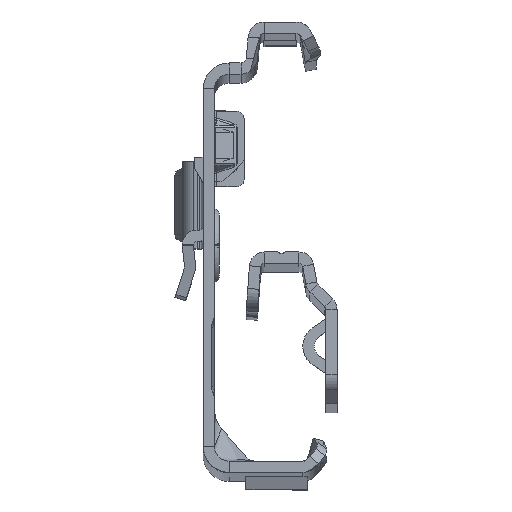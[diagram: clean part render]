
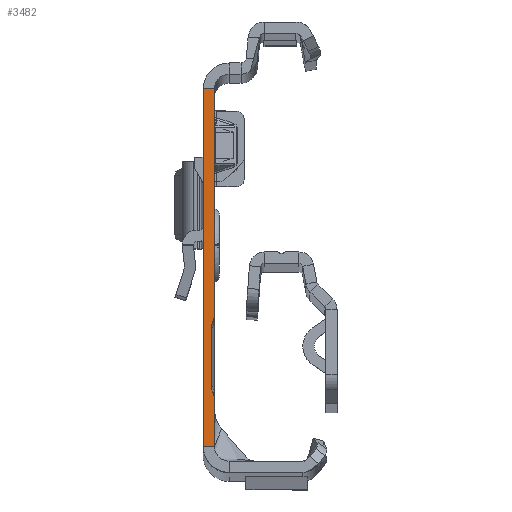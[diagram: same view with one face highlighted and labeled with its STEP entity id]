
A CAD part, top view. The second image highlights one B-rep face of the part: STEP entity #3482.
In plain terms, the highlighted planar face has unit normal (0, 0, 1).
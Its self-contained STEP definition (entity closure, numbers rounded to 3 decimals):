
#195 = CARTESIAN_POINT ( 'NONE',  ( -0.306, -18.288, 0. ) ) ;
#224 = VERTEX_POINT ( 'NONE', #6538 ) ;
#908 = DIRECTION ( 'NONE',  ( 0., 0., 1. ) ) ;
#1488 = CIRCLE ( 'NONE', #24434, 2.5 ) ;
#1751 = DIRECTION ( 'NONE',  ( -0.423, -0.906, 0. ) ) ;
#1760 = CARTESIAN_POINT ( 'NONE',  ( 0., 24.135, 0. ) ) ;
#2305 = DIRECTION ( 'NONE',  ( 0., 0., -1. ) ) ;
#2404 = CARTESIAN_POINT ( 'NONE',  ( 0., -25.865, 0. ) ) ;
#3110 = VECTOR ( 'NONE', #8936, 1000. ) ;
#3170 = VERTEX_POINT ( 'NONE', #10056 ) ;
#3482 = ADVANCED_FACE ( 'NONE', ( #7529 ), #15975, .T. ) ;
#3538 = CARTESIAN_POINT ( 'NONE',  ( -0.234, -9.288, 0. ) ) ;
#3623 = VERTEX_POINT ( 'NONE', #195 ) ;
#3688 = CARTESIAN_POINT ( 'NONE',  ( -1.5, 22.135, 0. ) ) ;
#3765 = EDGE_CURVE ( 'NONE', #3170, #5296, #12249, .T. ) ;
#4169 = VERTEX_POINT ( 'NONE', #3688 ) ;
#4349 = DIRECTION ( 'NONE',  ( 0., -1., 0. ) ) ;
#4459 = DIRECTION ( 'NONE',  ( 0.423, -0.906, 0. ) ) ;
#5226 = CARTESIAN_POINT ( 'NONE',  ( 0., -25.865, 0. ) ) ;
#5296 = VERTEX_POINT ( 'NONE', #2404 ) ;
#5835 = VERTEX_POINT ( 'NONE', #13672 ) ;
#5836 = ORIENTED_EDGE ( 'NONE', *, *, #8937, .T. ) ;
#6296 = EDGE_CURVE ( 'NONE', #5296, #25286, #7140, .T. ) ;
#6538 = CARTESIAN_POINT ( 'NONE',  ( -0.234, -18.442, 0. ) ) ;
#6637 = VERTEX_POINT ( 'NONE', #7633 ) ;
#7140 = LINE ( 'NONE', #5226, #19845 ) ;
#7150 = VERTEX_POINT ( 'NONE', #12553 ) ;
#7459 = CARTESIAN_POINT ( 'NONE',  ( -1.5, -25.865, 0. ) ) ;
#7529 = FACE_OUTER_BOUND ( 'NONE', #14891, .T. ) ;
#7633 = CARTESIAN_POINT ( 'NONE',  ( -0.4, -9.865, 0. ) ) ;
#7719 = CARTESIAN_POINT ( 'NONE',  ( 0.6, -9.865, 0. ) ) ;
#7931 = DIRECTION ( 'NONE',  ( 0., -1., 0. ) ) ;
#8220 = VERTEX_POINT ( 'NONE', #14961 ) ;
#8225 = CARTESIAN_POINT ( 'NONE',  ( -2.5, -19.499, 0. ) ) ;
#8290 = ORIENTED_EDGE ( 'NONE', *, *, #27069, .F. ) ;
#8321 = VECTOR ( 'NONE', #4349, 1000. ) ;
#8339 = AXIS2_PLACEMENT_3D ( 'NONE', #19129, #16395, #27046 ) ;
#8432 = ORIENTED_EDGE ( 'NONE', *, *, #17329, .F. ) ;
#8514 = VECTOR ( 'NONE', #19679, 1000. ) ;
#8936 = DIRECTION ( 'NONE',  ( -1., 0., 0. ) ) ;
#8937 = EDGE_CURVE ( 'NONE', #8220, #4169, #12946, .T. ) ;
#9625 = CARTESIAN_POINT ( 'NONE',  ( 0., 24.135, 0. ) ) ;
#10056 = CARTESIAN_POINT ( 'NONE',  ( 0., -19.499, 0. ) ) ;
#10262 = CARTESIAN_POINT ( 'NONE',  ( -2.5, -8.231, 0. ) ) ;
#10502 = AXIS2_PLACEMENT_3D ( 'NONE', #10262, #18711, #14156 ) ;
#10767 = VECTOR ( 'NONE', #4459, 1000. ) ;
#11499 = VERTEX_POINT ( 'NONE', #21224 ) ;
#12237 = LINE ( 'NONE', #20673, #17923 ) ;
#12249 = LINE ( 'NONE', #1760, #15322 ) ;
#12553 = CARTESIAN_POINT ( 'NONE',  ( -0.306, -9.443, 0. ) ) ;
#12590 = LINE ( 'NONE', #23378, #10767 ) ;
#12946 = LINE ( 'NONE', #19711, #3110 ) ;
#13031 = CARTESIAN_POINT ( 'NONE',  ( -1.5, 24.135, 0. ) ) ;
#13105 = EDGE_CURVE ( 'NONE', #8220, #5835, #13788, .T. ) ;
#13185 = LINE ( 'NONE', #25646, #8514 ) ;
#13229 = DIRECTION ( 'NONE',  ( -1., 0., 0. ) ) ;
#13509 = EDGE_CURVE ( 'NONE', #3623, #224, #12590, .T. ) ;
#13672 = CARTESIAN_POINT ( 'NONE',  ( 0., -8.231, 0. ) ) ;
#13788 = LINE ( 'NONE', #9625, #26190 ) ;
#14156 = DIRECTION ( 'NONE',  ( -1., 0., 0. ) ) ;
#14891 = EDGE_LOOP ( 'NONE', ( #21021, #15478, #5836, #21852, #26738, #21780, #8290, #19340, #8432, #15734, #22882, #23563 ) ) ;
#14961 = CARTESIAN_POINT ( 'NONE',  ( 0., 22.135, 0. ) ) ;
#15322 = VECTOR ( 'NONE', #16281, 1000. ) ;
#15385 = CIRCLE ( 'NONE', #10502, 2.5 ) ;
#15472 = EDGE_CURVE ( 'NONE', #5835, #22278, #15385, .T. ) ;
#15478 = ORIENTED_EDGE ( 'NONE', *, *, #13105, .F. ) ;
#15580 = EDGE_CURVE ( 'NONE', #4169, #25286, #23271, .T. ) ;
#15734 = ORIENTED_EDGE ( 'NONE', *, *, #22068, .F. ) ;
#15975 = PLANE ( 'NONE',  #26362 ) ;
#16281 = DIRECTION ( 'NONE',  ( 0., -1., 0. ) ) ;
#16395 = DIRECTION ( 'NONE',  ( 0., 0., 1. ) ) ;
#16491 = CIRCLE ( 'NONE', #23085, 1. ) ;
#16675 = DIRECTION ( 'NONE',  ( 1., 0., 0. ) ) ;
#17329 = EDGE_CURVE ( 'NONE', #11499, #3623, #24247, .T. ) ;
#17923 = VECTOR ( 'NONE', #1751, 1000. ) ;
#18486 = DIRECTION ( 'NONE',  ( 0., 0., 1. ) ) ;
#18711 = DIRECTION ( 'NONE',  ( 0., 0., -1. ) ) ;
#19129 = CARTESIAN_POINT ( 'NONE',  ( 0.6, -17.865, 0. ) ) ;
#19340 = ORIENTED_EDGE ( 'NONE', *, *, #13509, .F. ) ;
#19679 = DIRECTION ( 'NONE',  ( 0., -1., 0. ) ) ;
#19711 = CARTESIAN_POINT ( 'NONE',  ( 0., 22.135, 0. ) ) ;
#19845 = VECTOR ( 'NONE', #13229, 1000. ) ;
#20673 = CARTESIAN_POINT ( 'NONE',  ( -0.234, -9.288, 0. ) ) ;
#21021 = ORIENTED_EDGE ( 'NONE', *, *, #15472, .F. ) ;
#21224 = CARTESIAN_POINT ( 'NONE',  ( -0.4, -17.865, 0. ) ) ;
#21780 = ORIENTED_EDGE ( 'NONE', *, *, #3765, .F. ) ;
#21852 = ORIENTED_EDGE ( 'NONE', *, *, #15580, .T. ) ;
#21980 = EDGE_CURVE ( 'NONE', #7150, #6637, #16491, .T. ) ;
#22068 = EDGE_CURVE ( 'NONE', #6637, #11499, #13185, .T. ) ;
#22278 = VERTEX_POINT ( 'NONE', #3538 ) ;
#22519 = DIRECTION ( 'NONE',  ( -1., 0., 0. ) ) ;
#22882 = ORIENTED_EDGE ( 'NONE', *, *, #21980, .F. ) ;
#23085 = AXIS2_PLACEMENT_3D ( 'NONE', #7719, #18486, #22519 ) ;
#23271 = LINE ( 'NONE', #13031, #8321 ) ;
#23378 = CARTESIAN_POINT ( 'NONE',  ( -0.234, -18.442, 0. ) ) ;
#23563 = ORIENTED_EDGE ( 'NONE', *, *, #26119, .F. ) ;
#24247 = CIRCLE ( 'NONE', #8339, 1. ) ;
#24408 = CARTESIAN_POINT ( 'NONE',  ( -1.5, 24.135, 0. ) ) ;
#24434 = AXIS2_PLACEMENT_3D ( 'NONE', #8225, #2305, #16675 ) ;
#25286 = VERTEX_POINT ( 'NONE', #7459 ) ;
#25646 = CARTESIAN_POINT ( 'NONE',  ( -0.4, -9.865, 0. ) ) ;
#26119 = EDGE_CURVE ( 'NONE', #22278, #7150, #12237, .T. ) ;
#26190 = VECTOR ( 'NONE', #26937, 1000. ) ;
#26362 = AXIS2_PLACEMENT_3D ( 'NONE', #24408, #908, #7931 ) ;
#26738 = ORIENTED_EDGE ( 'NONE', *, *, #6296, .F. ) ;
#26937 = DIRECTION ( 'NONE',  ( 0., -1., 0. ) ) ;
#27046 = DIRECTION ( 'NONE',  ( 1., 0., 0. ) ) ;
#27069 = EDGE_CURVE ( 'NONE', #224, #3170, #1488, .T. ) ;
